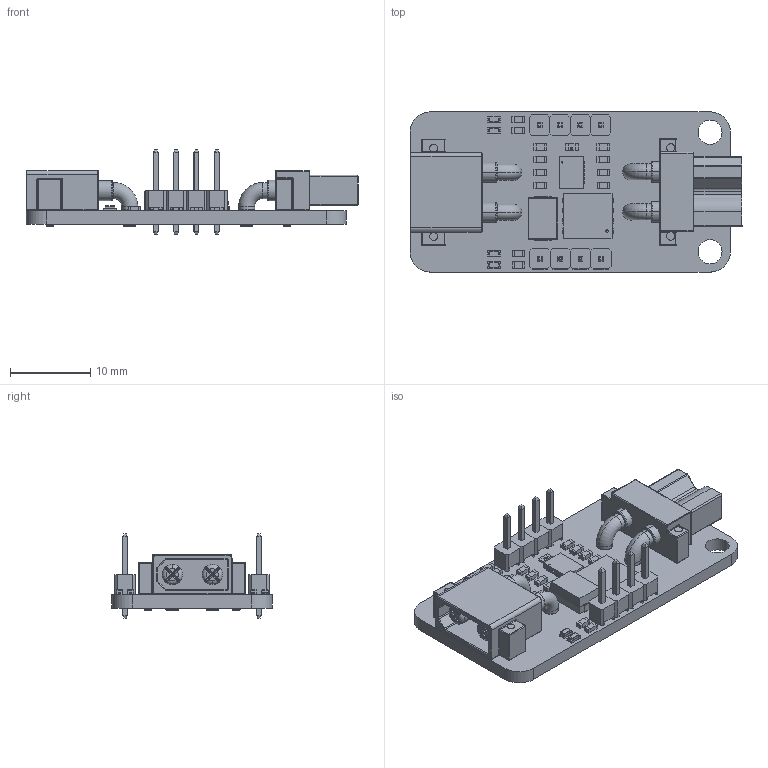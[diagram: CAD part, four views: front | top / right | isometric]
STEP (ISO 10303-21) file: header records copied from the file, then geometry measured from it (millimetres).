
FILE_DESCRIPTION(('Open CASCADE Model'),'2;1');
FILE_NAME('Open CASCADE Shape Model','2022-02-13T20:17:27',('Author'),( 'Open CASCADE'),'Open CASCADE STEP processor 6.8','Open CASCADE 6.8' ,'Unknown');
FILE_SCHEMA(('AUTOMOTIVE_DESIGN { 1 0 10303 214 1 1 1 1 }'));
Length unit declared in the file: millimetre
Products named in the file (55): PCB; Board; Open CASCADE STEP translator 6.8 1.1.1; R12; 6084505184; term1; term2; body; R10; 6084505904; R9; R7; R4; 6084505264; R3; D4; LED_0603_RED; R2; FET1; PG-TDSON-8-1_INF; 6113494384; Extruded; R8; R5; R6; C1; User_Library-0603_SMD_Capacitor; U1; DFN-12_DE; R11; P1; XT30PW-M; D5; 6549727104; Chamfer; FilletPin1; FilletPin2; D3; LED_0603_YELLOW; P4 ...
Assembly tree (70 placements, depth 4):
  PCB
    Board
      Open CASCADE STEP translator 6.8 1.1.1
    R12
      6084505184
        term1
        term2
        body
    R10
      6084505904
        term1
        term2
        body
    R9
      6084505904
        term1
        term2
        body
    R7
      6084505904
        term1
        term2
        body
    R4
      6084505264
        term1
        term2
        body
    R3
      6084505264
        term1
        term2
        body
    D4
      LED_0603_RED
    R2
      6084505264
        term1
        term2
        body
    FET1
      PG-TDSON-8-1_INF
      6113494384
        Extruded
    R8
      6084505904
        term1
        term2
        body
    R5
      6084505184
        term1
        term2
        body
    R6
      6084505904
        term1
        term2
        body
    C1
Bounding box: 41.45 x 20 x 10.52 mm (x, y, z)
Volume: 2303.5 mm3; surface area: 4383.3 mm2
Topology: 82 solids, 82 shells, 1537 faces, 3532 edges, 2158 vertices
Faces by surface type: plane 964, cylinder 340, torus 96, bspline 73, sphere 58, revolution 6
Full cylindrical faces by diameter (mm): 0.15 x1, 0.305 x1, 1 x12, 1.8 x4, 3 x2
Entity records: 43606 total; most frequent: CARTESIAN_POINT 8982, DIRECTION 5614, ORIENTED_EDGE 5244, EDGE_CURVE 2622, AXIS2_PLACEMENT_3D 1990, LINE 1628, VECTOR 1628, VERTEX_POINT 1606
